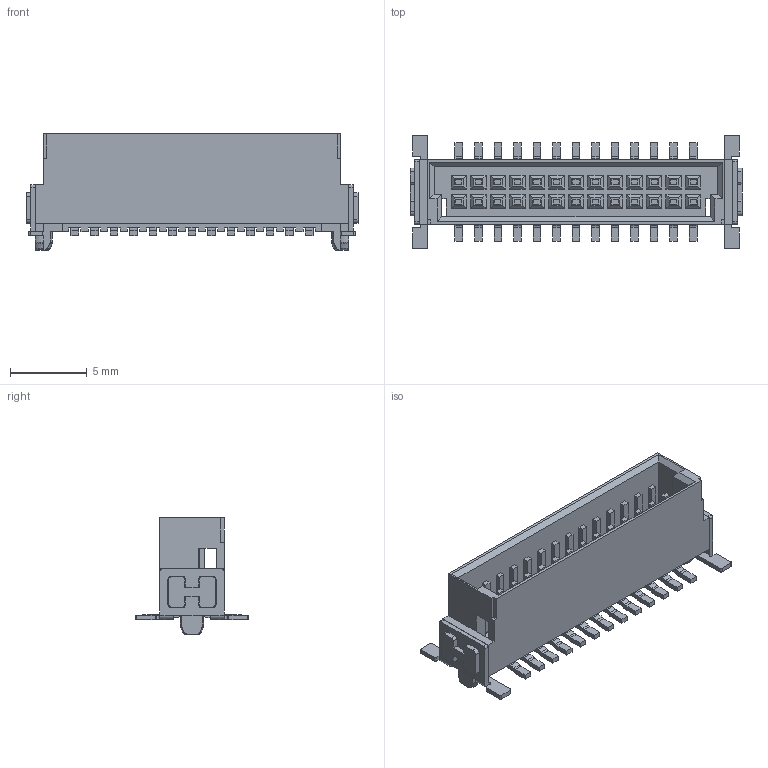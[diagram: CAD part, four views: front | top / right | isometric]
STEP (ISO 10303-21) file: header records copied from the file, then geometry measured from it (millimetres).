
FILE_DESCRIPTION((''),'2;1');
FILE_NAME('HARTING_15 11 026 2601 000_3d.stp','2015-05-11T11:33:49',(''),(''),'Mechanical Desktop 2011','Mechanical Desktop 2011',', , ');
FILE_SCHEMA(('AUTOMOTIVE_DESIGN { 1 2 10303 214 1 1 1 1 }'));
Length unit declared in the file: millimetre
Products named in the file (1): Product
Bounding box: 21.59 x 7.4 x 7.58 mm (x, y, z)
Volume: 240.5 mm3; surface area: 1076.5 mm2
Topology: 55 solids, 55 shells, 933 faces, 2372 edges, 1568 vertices
Faces by surface type: plane 691, bspline 164, cylinder 70, cone 6, torus 2
Entity records: 29932 total; most frequent: CARTESIAN_POINT 8390, ORIENTED_EDGE 4744, DIRECTION 3704, EDGE_CURVE 2372, VECTOR 1876, LINE 1876, VERTEX_POINT 1568, EDGE_LOOP 964
